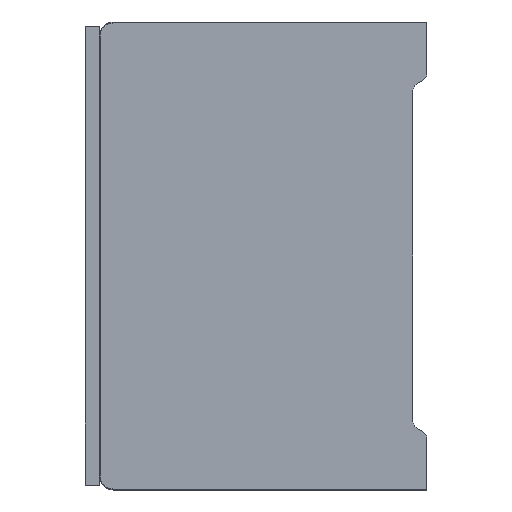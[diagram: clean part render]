
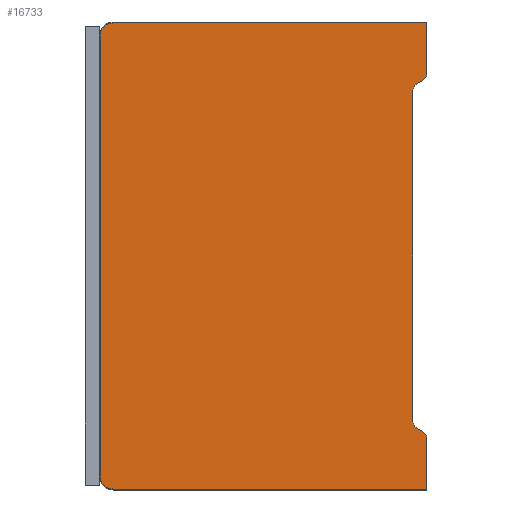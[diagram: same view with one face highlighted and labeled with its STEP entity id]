
A CAD part, left-side view. The second image highlights one B-rep face of the part: STEP entity #16733.
In plain terms, the highlighted planar face has unit normal (-1, 0, 0).
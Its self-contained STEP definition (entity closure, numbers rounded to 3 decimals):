
#2602=DIRECTION('',(0.,0.,1.));
#2603=VECTOR('',#2602,10.8);
#2604=CARTESIAN_POINT('',(0.,0.,-99.8));
#2605=LINE('',#2604,#2603);
#2622=DIRECTION('',(0.,0.,1.));
#2623=VECTOR('',#2622,70.226);
#2624=CARTESIAN_POINT('',(0.,3.,-85.113));
#2625=LINE('',#2624,#2623);
#2650=CARTESIAN_POINT('',(0.,67.,-97.));
#2651=DIRECTION('',(1.,0.,0.));
#2652=DIRECTION('',(0.,0.,-1.));
#2653=AXIS2_PLACEMENT_3D('',#2650,#2651,#2652);
#2655=CARTESIAN_POINT('',(0.,67.,-3.));
#2656=DIRECTION('',(1.,0.,0.));
#2657=DIRECTION('',(0.,1.,0.));
#2658=AXIS2_PLACEMENT_3D('',#2655,#2656,#2657);
#2660=CARTESIAN_POINT('',(0.,1.732,-11.));
#2661=DIRECTION('',(1.,0.,0.));
#2662=DIRECTION('',(0.,-1.,0.));
#2663=AXIS2_PLACEMENT_3D('',#2660,#2661,#2662);
#2665=DIRECTION('',(0.,0.866,-0.5));
#2666=VECTOR('',#2665,1.309);
#2667=CARTESIAN_POINT('',(0.,0.866,-12.5));
#2668=LINE('',#2667,#2666);
#2669=CARTESIAN_POINT('',(0.,1.,-14.887));
#2670=DIRECTION('',(-1.,0.,0.));
#2671=DIRECTION('',(0.,0.5,0.866));
#2672=AXIS2_PLACEMENT_3D('',#2669,#2670,#2671);
#2674=CARTESIAN_POINT('',(0.,1.,-85.113));
#2675=DIRECTION('',(-1.,0.,0.));
#2676=DIRECTION('',(0.,1.,0.));
#2677=AXIS2_PLACEMENT_3D('',#2674,#2675,#2676);
#2679=DIRECTION('',(0.,-0.866,-0.5));
#2680=VECTOR('',#2679,1.309);
#2681=CARTESIAN_POINT('',(0.,2.,
-86.845));
#2682=LINE('',#2681,#2680);
#2683=CARTESIAN_POINT('',(0.,1.732,-89.));
#2684=DIRECTION('',(1.,0.,0.));
#2685=DIRECTION('',(0.,-0.5,0.866));
#2686=AXIS2_PLACEMENT_3D('',#2683,#2684,#2685);
#2692=DIRECTION('',(0.,-1.,0.));
#2693=VECTOR('',#2692,67.);
#2694=CARTESIAN_POINT('',(0.,67.,
-99.8));
#2695=LINE('',#2694,#2693);
#3019=DIRECTION('',(0.,0.,1.));
#3020=VECTOR('',#3019,10.8);
#3021=CARTESIAN_POINT('',(0.,0.,-11.));
#3022=LINE('',#3021,#3020);
#3037=DIRECTION('',(0.,1.,0.));
#3038=VECTOR('',#3037,67.);
#3039=CARTESIAN_POINT('',(0.,0.,-0.2));
#3040=LINE('',#3039,#3038);
#3060=DIRECTION('',(0.,0.,-1.));
#3061=VECTOR('',#3060,94.);
#3062=CARTESIAN_POINT('',(0.,69.8,
-3.));
#3063=LINE('',#3062,#3061);
#11400=CARTESIAN_POINT('',(0.,67.,
-99.8));
#11401=CARTESIAN_POINT('',(0.,69.8,
-97.));
#11402=VERTEX_POINT('',#11400);
#11403=VERTEX_POINT('',#11401);
#11404=CARTESIAN_POINT('',(0.,0.,-99.8));
#11405=VERTEX_POINT('',#11404);
#11406=CARTESIAN_POINT('',(0.,69.8,
-3.));
#11407=VERTEX_POINT('',#11406);
#11408=CARTESIAN_POINT('',(0.,67.,
-0.2));
#11409=VERTEX_POINT('',#11408);
#11410=CARTESIAN_POINT('',(0.,0.,-0.2));
#11411=VERTEX_POINT('',#11410);
#11412=CARTESIAN_POINT('',(0.,0.,-11.));
#11413=VERTEX_POINT('',#11412);
#11414=CARTESIAN_POINT('',(0.,0.866,-12.5));
#11415=VERTEX_POINT('',#11414);
#11416=CARTESIAN_POINT('',(0.,2.,
-13.155));
#11417=VERTEX_POINT('',#11416);
#11418=CARTESIAN_POINT('',(0.,3.,-14.887));
#11419=VERTEX_POINT('',#11418);
#11420=CARTESIAN_POINT('',(0.,3.,-85.113));
#11421=VERTEX_POINT('',#11420);
#11422=CARTESIAN_POINT('',(0.,2.,
-86.845));
#11423=VERTEX_POINT('',#11422);
#11424=CARTESIAN_POINT('',(0.,0.866,-87.5));
#11425=VERTEX_POINT('',#11424);
#11426=CARTESIAN_POINT('',(0.,0.,-89.));
#11427=VERTEX_POINT('',#11426);
#16703=CARTESIAN_POINT('',(0.,34.9,-50.));
#16704=DIRECTION('',(1.,0.,0.));
#16705=DIRECTION('',(0.,0.,1.));
#16706=AXIS2_PLACEMENT_3D('',#16703,#16704,#16705);
#16707=PLANE('',#16706);
#16709=ORIENTED_EDGE('',*,*,#16708,.F.);
#16711=ORIENTED_EDGE('',*,*,#16710,.T.);
#16713=ORIENTED_EDGE('',*,*,#16712,.F.);
#16715=ORIENTED_EDGE('',*,*,#16714,.T.);
#16717=ORIENTED_EDGE('',*,*,#16716,.F.);
#16719=ORIENTED_EDGE('',*,*,#16718,.F.);
#16721=ORIENTED_EDGE('',*,*,#16720,.T.);
#16723=ORIENTED_EDGE('',*,*,#16722,.T.);
#16725=ORIENTED_EDGE('',*,*,#16724,.T.);
#16726=ORIENTED_EDGE('',*,*,#16682,.F.);
#16727=ORIENTED_EDGE('',*,*,#16671,.T.);
#16728=ORIENTED_EDGE('',*,*,#16656,.T.);
#16729=ORIENTED_EDGE('',*,*,#16641,.T.);
#16730=ORIENTED_EDGE('',*,*,#16626,.F.);
#16731=EDGE_LOOP('',(#16709,#16711,#16713,#16715,#16717,#16719,#16721,#16723,
#16725,#16726,#16727,#16728,#16729,#16730));
#16732=FACE_OUTER_BOUND('',#16731,.F.);
#2654=CIRCLE('',#2653,2.8);
#2659=CIRCLE('',#2658,2.8);
#2664=CIRCLE('',#2663,1.732);
#2673=CIRCLE('',#2672,2.);
#2678=CIRCLE('',#2677,2.);
#2687=CIRCLE('',#2686,1.732);
#16626=EDGE_CURVE('',#11405,#11427,#2605,.T.);
#16641=EDGE_CURVE('',#11425,#11427,#2687,.T.);
#16656=EDGE_CURVE('',#11423,#11425,#2682,.T.);
#16671=EDGE_CURVE('',#11421,#11423,#2678,.T.);
#16682=EDGE_CURVE('',#11421,#11419,#2625,.T.);
#16708=EDGE_CURVE('',#11402,#11405,#2695,.T.);
#16710=EDGE_CURVE('',#11402,#11403,#2654,.T.);
#16712=EDGE_CURVE('',#11407,#11403,#3063,.T.);
#16714=EDGE_CURVE('',#11407,#11409,#2659,.T.);
#16716=EDGE_CURVE('',#11411,#11409,#3040,.T.);
#16718=EDGE_CURVE('',#11413,#11411,#3022,.T.);
#16720=EDGE_CURVE('',#11413,#11415,#2664,.T.);
#16722=EDGE_CURVE('',#11415,#11417,#2668,.T.);
#16724=EDGE_CURVE('',#11417,#11419,#2673,.T.);
#16733=ADVANCED_FACE('',(#16732),#16707,.F.);
